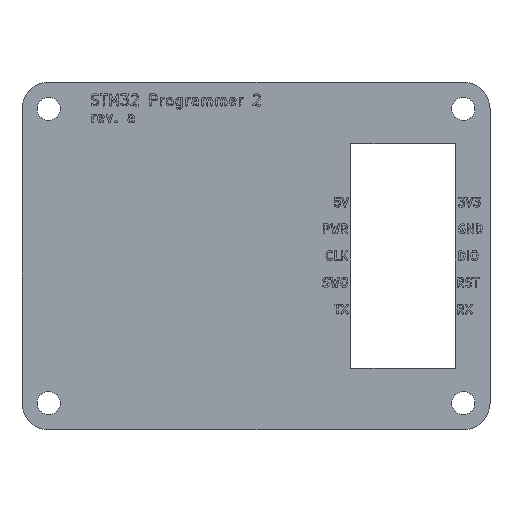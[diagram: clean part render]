
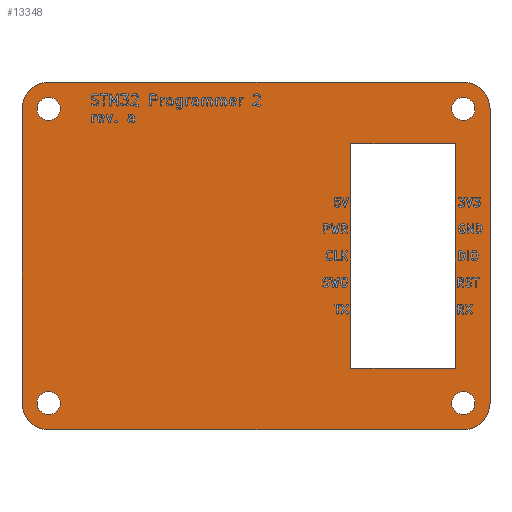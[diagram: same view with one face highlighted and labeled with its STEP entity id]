
A CAD part, top view. The second image highlights one B-rep face of the part: STEP entity #13348.
In plain terms, the highlighted planar face has unit normal (0, 0, 1).
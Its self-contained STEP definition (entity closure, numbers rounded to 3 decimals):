
#13121 = VERTEX_POINT('',#13122);
#13122 = CARTESIAN_POINT('',(143.51,-72.39,1.11));
#13128 = EDGE_CURVE('',#13121,#13129,#13131,.T.);
#13129 = VERTEX_POINT('',#13130);
#13130 = CARTESIAN_POINT('',(146.05,-74.93,1.11));
#13131 = CIRCLE('',#13132,2.54);
#13132 = AXIS2_PLACEMENT_3D('',#13133,#13134,#13135);
#13133 = CARTESIAN_POINT('',(143.51,-74.93,1.11));
#13134 = DIRECTION('',(0.,0.,-1.));
#13135 = DIRECTION('',(0.,1.,0.));
#13163 = VERTEX_POINT('',#13164);
#13164 = CARTESIAN_POINT('',(104.14,-72.39,1.11));
#13170 = EDGE_CURVE('',#13163,#13121,#13171,.T.);
#13171 = LINE('',#13172,#13173);
#13172 = CARTESIAN_POINT('',(104.14,-72.39,1.11));
#13173 = VECTOR('',#13174,1.);
#13174 = DIRECTION('',(1.,0.,0.));
#13192 = EDGE_CURVE('',#13129,#13193,#13195,.T.);
#13193 = VERTEX_POINT('',#13194);
#13194 = CARTESIAN_POINT('',(146.05,-102.87,1.11));
#13195 = LINE('',#13196,#13197);
#13196 = CARTESIAN_POINT('',(146.05,-74.93,1.11));
#13197 = VECTOR('',#13198,1.);
#13198 = DIRECTION('',(0.,-1.,0.));
#13348 = ADVANCED_FACE('',(#13349,#13395,#13406,#13417,#13451,#13462),
  #13473,.T.);
#13349 = FACE_BOUND('',#13350,.T.);
#13350 = EDGE_LOOP('',(#13351,#13352,#13353,#13362,#13370,#13379,#13387,
    #13394));
#13351 = ORIENTED_EDGE('',*,*,#13128,.F.);
#13352 = ORIENTED_EDGE('',*,*,#13170,.F.);
#13353 = ORIENTED_EDGE('',*,*,#13354,.F.);
#13354 = EDGE_CURVE('',#13355,#13163,#13357,.T.);
#13355 = VERTEX_POINT('',#13356);
#13356 = CARTESIAN_POINT('',(101.6,-74.93,1.11));
#13357 = CIRCLE('',#13358,2.54);
#13358 = AXIS2_PLACEMENT_3D('',#13359,#13360,#13361);
#13359 = CARTESIAN_POINT('',(104.14,-74.93,1.11));
#13360 = DIRECTION('',(0.,0.,-1.));
#13361 = DIRECTION('',(-1.,0.,0.));
#13362 = ORIENTED_EDGE('',*,*,#13363,.F.);
#13363 = EDGE_CURVE('',#13364,#13355,#13366,.T.);
#13364 = VERTEX_POINT('',#13365);
#13365 = CARTESIAN_POINT('',(101.6,-102.87,1.11));
#13366 = LINE('',#13367,#13368);
#13367 = CARTESIAN_POINT('',(101.6,-102.87,1.11));
#13368 = VECTOR('',#13369,1.);
#13369 = DIRECTION('',(0.,1.,0.));
#13370 = ORIENTED_EDGE('',*,*,#13371,.F.);
#13371 = EDGE_CURVE('',#13372,#13364,#13374,.T.);
#13372 = VERTEX_POINT('',#13373);
#13373 = CARTESIAN_POINT('',(104.14,-105.41,1.11));
#13374 = CIRCLE('',#13375,2.54);
#13375 = AXIS2_PLACEMENT_3D('',#13376,#13377,#13378);
#13376 = CARTESIAN_POINT('',(104.14,-102.87,1.11));
#13377 = DIRECTION('',(0.,0.,-1.));
#13378 = DIRECTION('',(0.,-1.,-0.));
#13379 = ORIENTED_EDGE('',*,*,#13380,.F.);
#13380 = EDGE_CURVE('',#13381,#13372,#13383,.T.);
#13381 = VERTEX_POINT('',#13382);
#13382 = CARTESIAN_POINT('',(143.51,-105.41,1.11));
#13383 = LINE('',#13384,#13385);
#13384 = CARTESIAN_POINT('',(143.51,-105.41,1.11));
#13385 = VECTOR('',#13386,1.);
#13386 = DIRECTION('',(-1.,0.,0.));
#13387 = ORIENTED_EDGE('',*,*,#13388,.F.);
#13388 = EDGE_CURVE('',#13193,#13381,#13389,.T.);
#13389 = CIRCLE('',#13390,2.54);
#13390 = AXIS2_PLACEMENT_3D('',#13391,#13392,#13393);
#13391 = CARTESIAN_POINT('',(143.51,-102.87,1.11));
#13392 = DIRECTION('',(0.,0.,-1.));
#13393 = DIRECTION('',(1.,0.,0.));
#13394 = ORIENTED_EDGE('',*,*,#13192,.F.);
#13395 = FACE_BOUND('',#13396,.T.);
#13396 = EDGE_LOOP('',(#13397));
#13397 = ORIENTED_EDGE('',*,*,#13398,.T.);
#13398 = EDGE_CURVE('',#13399,#13399,#13401,.T.);
#13399 = VERTEX_POINT('',#13400);
#13400 = CARTESIAN_POINT('',(104.14,-103.97,1.11));
#13401 = CIRCLE('',#13402,1.1);
#13402 = AXIS2_PLACEMENT_3D('',#13403,#13404,#13405);
#13403 = CARTESIAN_POINT('',(104.14,-102.87,1.11));
#13404 = DIRECTION('',(-0.,0.,-1.));
#13405 = DIRECTION('',(-0.,-1.,0.));
#13406 = FACE_BOUND('',#13407,.T.);
#13407 = EDGE_LOOP('',(#13408));
#13408 = ORIENTED_EDGE('',*,*,#13409,.T.);
#13409 = EDGE_CURVE('',#13410,#13410,#13412,.T.);
#13410 = VERTEX_POINT('',#13411);
#13411 = CARTESIAN_POINT('',(143.51,-103.97,1.11));
#13412 = CIRCLE('',#13413,1.1);
#13413 = AXIS2_PLACEMENT_3D('',#13414,#13415,#13416);
#13414 = CARTESIAN_POINT('',(143.51,-102.87,1.11));
#13415 = DIRECTION('',(-0.,0.,-1.));
#13416 = DIRECTION('',(-0.,-1.,0.));
#13417 = FACE_BOUND('',#13418,.T.);
#13418 = EDGE_LOOP('',(#13419,#13429,#13437,#13445));
#13419 = ORIENTED_EDGE('',*,*,#13420,.F.);
#13420 = EDGE_CURVE('',#13421,#13423,#13425,.T.);
#13421 = VERTEX_POINT('',#13422);
#13422 = CARTESIAN_POINT('',(132.842,-99.568,1.11));
#13423 = VERTEX_POINT('',#13424);
#13424 = CARTESIAN_POINT('',(142.748,-99.568,1.11));
#13425 = LINE('',#13426,#13427);
#13426 = CARTESIAN_POINT('',(132.842,-99.568,1.11));
#13427 = VECTOR('',#13428,1.);
#13428 = DIRECTION('',(1.,0.,0.));
#13429 = ORIENTED_EDGE('',*,*,#13430,.F.);
#13430 = EDGE_CURVE('',#13431,#13421,#13433,.T.);
#13431 = VERTEX_POINT('',#13432);
#13432 = CARTESIAN_POINT('',(132.842,-78.232,1.11));
#13433 = LINE('',#13434,#13435);
#13434 = CARTESIAN_POINT('',(132.842,-78.232,1.11));
#13435 = VECTOR('',#13436,1.);
#13436 = DIRECTION('',(0.,-1.,0.));
#13437 = ORIENTED_EDGE('',*,*,#13438,.F.);
#13438 = EDGE_CURVE('',#13439,#13431,#13441,.T.);
#13439 = VERTEX_POINT('',#13440);
#13440 = CARTESIAN_POINT('',(142.748,-78.232,1.11));
#13441 = LINE('',#13442,#13443);
#13442 = CARTESIAN_POINT('',(142.748,-78.232,1.11));
#13443 = VECTOR('',#13444,1.);
#13444 = DIRECTION('',(-1.,0.,0.));
#13445 = ORIENTED_EDGE('',*,*,#13446,.F.);
#13446 = EDGE_CURVE('',#13423,#13439,#13447,.T.);
#13447 = LINE('',#13448,#13449);
#13448 = CARTESIAN_POINT('',(142.748,-99.568,1.11));
#13449 = VECTOR('',#13450,1.);
#13450 = DIRECTION('',(0.,1.,0.));
#13451 = FACE_BOUND('',#13452,.T.);
#13452 = EDGE_LOOP('',(#13453));
#13453 = ORIENTED_EDGE('',*,*,#13454,.T.);
#13454 = EDGE_CURVE('',#13455,#13455,#13457,.T.);
#13455 = VERTEX_POINT('',#13456);
#13456 = CARTESIAN_POINT('',(104.14,-76.03,1.11));
#13457 = CIRCLE('',#13458,1.1);
#13458 = AXIS2_PLACEMENT_3D('',#13459,#13460,#13461);
#13459 = CARTESIAN_POINT('',(104.14,-74.93,1.11));
#13460 = DIRECTION('',(-0.,0.,-1.));
#13461 = DIRECTION('',(-0.,-1.,0.));
#13462 = FACE_BOUND('',#13463,.T.);
#13463 = EDGE_LOOP('',(#13464));
#13464 = ORIENTED_EDGE('',*,*,#13465,.T.);
#13465 = EDGE_CURVE('',#13466,#13466,#13468,.T.);
#13466 = VERTEX_POINT('',#13467);
#13467 = CARTESIAN_POINT('',(143.51,-76.03,1.11));
#13468 = CIRCLE('',#13469,1.1);
#13469 = AXIS2_PLACEMENT_3D('',#13470,#13471,#13472);
#13470 = CARTESIAN_POINT('',(143.51,-74.93,1.11));
#13471 = DIRECTION('',(-0.,0.,-1.));
#13472 = DIRECTION('',(-0.,-1.,0.));
#13473 = PLANE('',#13474);
#13474 = AXIS2_PLACEMENT_3D('',#13475,#13476,#13477);
#13475 = CARTESIAN_POINT('',(0.,0.,1.11));
#13476 = DIRECTION('',(0.,0.,1.));
#13477 = DIRECTION('',(1.,0.,-0.));
